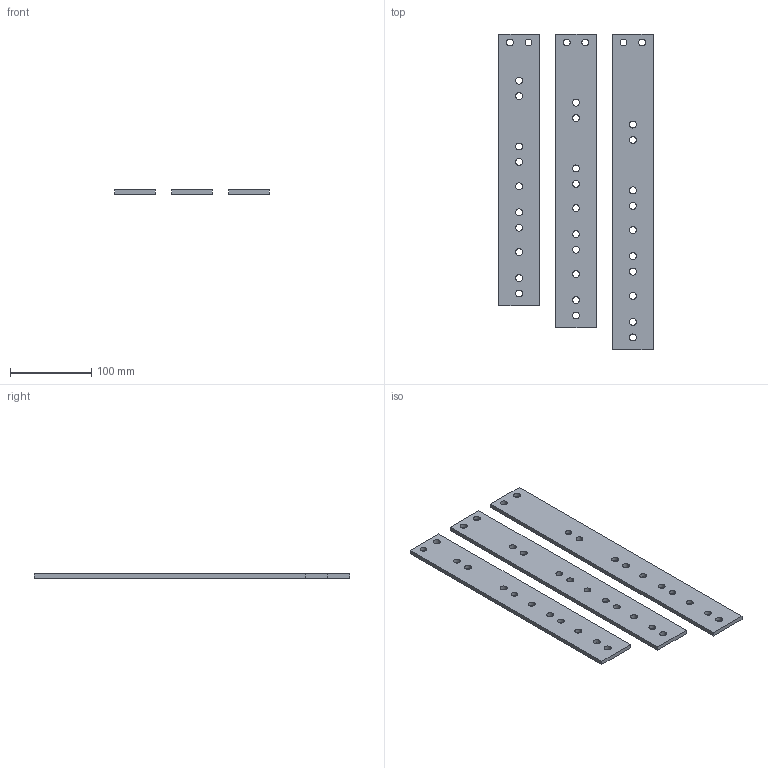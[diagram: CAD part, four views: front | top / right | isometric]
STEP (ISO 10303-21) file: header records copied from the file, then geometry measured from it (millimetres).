
FILE_DESCRIPTION (( 'STEP AP214' ), '1' );
FILE_NAME ('YKM10-SS-06 Êîìïëåêò ñèëîâûõ øèí (ìåäü, ãàá.6) ê ÏÐ.STEP', '2016-08-31T06:56:21', ( '' ), ( '' ), 'SwSTEP 2.0', 'SolidWorks 2014', '' );
FILE_SCHEMA (( 'AUTOMOTIVE_DESIGN' ));
Length unit declared in the file: millimetre
Products named in the file (1): YKM10-SS-06 Êîìïëåêò ñèëîâûõ øèí (ìåäü, ãàá.6) ê ÏÐ
Bounding box: 190 x 388 x 5 mm (x, y, z)
Volume: 260535.9 mm3; surface area: 121351 mm2
Topology: 3 solids, 3 shells, 90 faces, 252 edges, 168 vertices
Faces by surface type: cylinder 72, plane 18
Entity records: 3176 total; most frequent: DIRECTION 578, CARTESIAN_POINT 511, ORIENTED_EDGE 504, EDGE_CURVE 252, AXIS2_PLACEMENT_3D 235, VERTEX_POINT 168, EDGE_LOOP 162, CIRCLE 144
